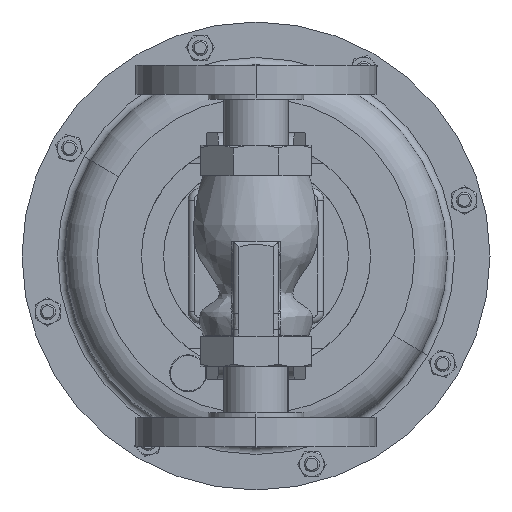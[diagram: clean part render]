
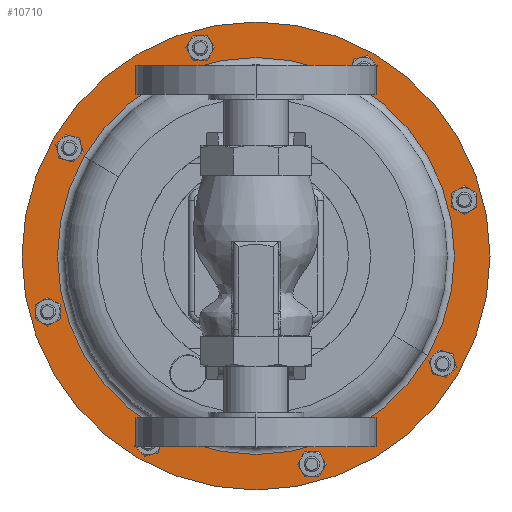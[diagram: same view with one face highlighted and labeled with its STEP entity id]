
A CAD part, front view. The second image highlights one B-rep face of the part: STEP entity #10710.
In plain terms, the highlighted planar face has unit normal (0, -1, 0).
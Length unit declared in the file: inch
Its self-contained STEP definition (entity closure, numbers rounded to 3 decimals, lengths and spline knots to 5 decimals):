
#695 = CIRCLE ( 'NONE', #11344, 4.029 ) ;
#1381 = CARTESIAN_POINT ( 'NONE',  ( -3.48922, 8.835, -0.2355 ) ) ;
#2724 = CARTESIAN_POINT ( 'NONE',  ( 3.48922, 8.835, -4.2645 ) ) ;
#3363 = CARTESIAN_POINT ( 'NONE',  ( 4.11362, 8.835, -4.625 ) ) ;
#3591 = DIRECTION ( 'NONE',  ( 0., 1., 0. ) ) ;
#4371 = CARTESIAN_POINT ( 'NONE',  ( 0., 8.835, -2.25 ) ) ;
#4758 = CARTESIAN_POINT ( 'NONE',  ( 0., 8.835, -2.25 ) ) ;
#5009 = EDGE_CURVE ( 'NONE', #8999, #6565, #13847, .T. ) ;
#5660 = EDGE_CURVE ( 'NONE', #6565, #8999, #21306, .T. ) ;
#5689 = DIRECTION ( 'NONE',  ( 0., 1., 0. ) ) ;
#6492 = DIRECTION ( 'NONE',  ( 0.866, 0., -0.5 ) ) ;
#6565 = VERTEX_POINT ( 'NONE', #3363 ) ;
#6877 = DIRECTION ( 'NONE',  ( 0.866, 0., -0.5 ) ) ;
#7314 = VERTEX_POINT ( 'NONE', #1381 ) ;
#8999 = VERTEX_POINT ( 'NONE', #23502 ) ;
#9028 = VERTEX_POINT ( 'NONE', #2724 ) ;
#10468 = AXIS2_PLACEMENT_3D ( 'NONE', #4371, #18950, #6492 ) ;
#10710 = ADVANCED_FACE ( 'NONE', ( #17305, #11137 ), #18365, .T. ) ;
#11137 = FACE_OUTER_BOUND ( 'NONE', #20069, .T. ) ;
#11344 = AXIS2_PLACEMENT_3D ( 'NONE', #16027, #3591, #18171 ) ;
#11870 = AXIS2_PLACEMENT_3D ( 'NONE', #4758, #19335, #6877 ) ;
#12160 = CARTESIAN_POINT ( 'NONE',  ( -2.375, 8.835, -6.36362 ) ) ;
#12305 = ORIENTED_EDGE ( 'NONE', *, *, #5660, .F. ) ;
#13847 = CIRCLE ( 'NONE', #17078, 4.75 ) ;
#14250 = DIRECTION ( 'NONE',  ( -0.866, 0., 0.5 ) ) ;
#16027 = CARTESIAN_POINT ( 'NONE',  ( 0., 8.835, -2.25 ) ) ;
#17078 = AXIS2_PLACEMENT_3D ( 'NONE', #18164, #5689, #20254 ) ;
#17305 = FACE_BOUND ( 'NONE', #24884, .T. ) ;
#18164 = CARTESIAN_POINT ( 'NONE',  ( 0., 8.835, -2.25 ) ) ;
#18171 = DIRECTION ( 'NONE',  ( 0.866, 0., -0.5 ) ) ;
#18365 = PLANE ( 'NONE',  #18924 ) ;
#18924 = AXIS2_PLACEMENT_3D ( 'NONE', #12160, #26701, #14250 ) ;
#18950 = DIRECTION ( 'NONE',  ( 0., 1., 0. ) ) ;
#19335 = DIRECTION ( 'NONE',  ( 0., 1., 0. ) ) ;
#20069 = EDGE_LOOP ( 'NONE', ( #12305, #21310 ) ) ;
#20254 = DIRECTION ( 'NONE',  ( 0.866, 0., -0.5 ) ) ;
#20308 = ORIENTED_EDGE ( 'NONE', *, *, #22056, .T. ) ;
#21306 = CIRCLE ( 'NONE', #11870, 4.75 ) ;
#21310 = ORIENTED_EDGE ( 'NONE', *, *, #5009, .F. ) ;
#22056 = EDGE_CURVE ( 'NONE', #7314, #9028, #26711, .T. ) ;
#22364 = EDGE_CURVE ( 'NONE', #9028, #7314, #695, .T. ) ;
#23412 = ORIENTED_EDGE ( 'NONE', *, *, #22364, .T. ) ;
#23502 = CARTESIAN_POINT ( 'NONE',  ( -4.11362, 8.835, 0.125 ) ) ;
#24884 = EDGE_LOOP ( 'NONE', ( #23412, #20308 ) ) ;
#26701 = DIRECTION ( 'NONE',  ( 0., -1., 0. ) ) ;
#26711 = CIRCLE ( 'NONE', #10468, 4.029 ) ;
